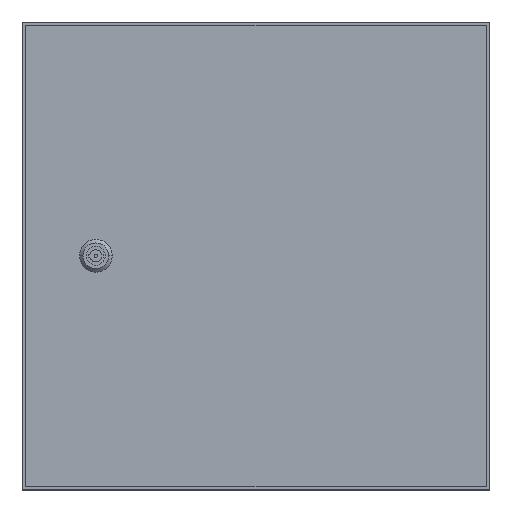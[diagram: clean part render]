
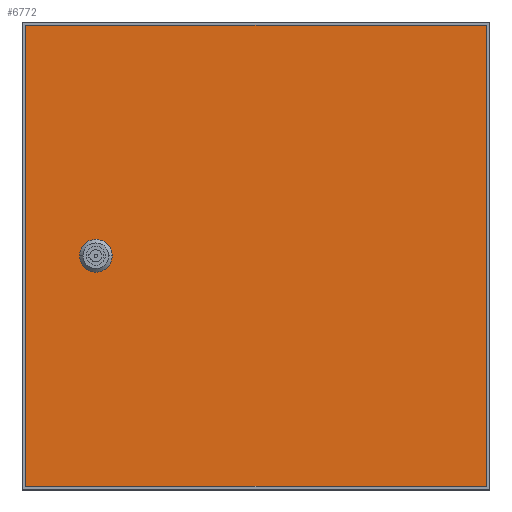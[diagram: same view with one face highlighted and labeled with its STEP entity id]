
A CAD part, top view. The second image highlights one B-rep face of the part: STEP entity #6772.
In plain terms, the highlighted planar face has unit normal (0, 0, 1).
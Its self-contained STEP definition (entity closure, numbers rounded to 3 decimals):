
#825 = VERTEX_POINT ( 'NONE', #4898 ) ;
#1328 = DIRECTION ( 'NONE',  ( 0., 0., -1. ) ) ;
#1338 = PLANE ( 'NONE',  #9076 ) ;
#1896 = VECTOR ( 'NONE', #4218, 1000. ) ;
#2041 = DIRECTION ( 'NONE',  ( 0., 0., 1. ) ) ;
#3165 = DIRECTION ( 'NONE',  ( -1., 0., 0. ) ) ;
#3186 = EDGE_LOOP ( 'NONE', ( #23758, #6153, #18117, #26867 ) ) ;
#3473 = CARTESIAN_POINT ( 'NONE',  ( 63., 200., 17. ) ) ;
#4218 = DIRECTION ( 'NONE',  ( 0., -1., 0. ) ) ;
#4304 = LINE ( 'NONE', #11426, #5530 ) ;
#4898 = CARTESIAN_POINT ( 'NONE',  ( 3., 397., 17. ) ) ;
#5257 = EDGE_CURVE ( 'NONE', #12463, #29322, #5872, .T. ) ;
#5530 = VECTOR ( 'NONE', #30332, 1000. ) ;
#5551 = CARTESIAN_POINT ( 'NONE',  ( 397., 397., 17. ) ) ;
#5740 = EDGE_CURVE ( 'NONE', #825, #28453, #24990, .T. ) ;
#5872 = CIRCLE ( 'NONE', #20706, 14. ) ;
#6153 = ORIENTED_EDGE ( 'NONE', *, *, #11517, .T. ) ;
#6478 = EDGE_CURVE ( 'NONE', #15947, #28974, #20107, .T. ) ;
#6772 = ADVANCED_FACE ( 'NONE', ( #20797, #29378 ), #1338, .T. ) ;
#8444 = CARTESIAN_POINT ( 'NONE',  ( 63., 200., 17. ) ) ;
#9076 = AXIS2_PLACEMENT_3D ( 'NONE', #23269, #2041, #29687 ) ;
#9448 = CARTESIAN_POINT ( 'NONE',  ( 397., 3., 17. ) ) ;
#9773 = CARTESIAN_POINT ( 'NONE',  ( 77., 200., 17. ) ) ;
#11426 = CARTESIAN_POINT ( 'NONE',  ( 3., 397., 17. ) ) ;
#11517 = EDGE_CURVE ( 'NONE', #28453, #15947, #19913, .T. ) ;
#11645 = AXIS2_PLACEMENT_3D ( 'NONE', #8444, #1328, #20520 ) ;
#12463 = VERTEX_POINT ( 'NONE', #9773 ) ;
#12799 = CARTESIAN_POINT ( 'NONE',  ( 3., 3., 17. ) ) ;
#14096 = EDGE_CURVE ( 'NONE', #28974, #825, #4304, .T. ) ;
#15319 = CARTESIAN_POINT ( 'NONE',  ( 397., 397., 17. ) ) ;
#15947 = VERTEX_POINT ( 'NONE', #9448 ) ;
#16509 = EDGE_LOOP ( 'NONE', ( #21311, #16981 ) ) ;
#16981 = ORIENTED_EDGE ( 'NONE', *, *, #5257, .T. ) ;
#17167 = DIRECTION ( 'NONE',  ( 1., 0., 0. ) ) ;
#18117 = ORIENTED_EDGE ( 'NONE', *, *, #6478, .T. ) ;
#18369 = VECTOR ( 'NONE', #17167, 1000. ) ;
#19913 = LINE ( 'NONE', #12799, #18369 ) ;
#20107 = LINE ( 'NONE', #15319, #25381 ) ;
#20520 = DIRECTION ( 'NONE',  ( -1., 0., 0. ) ) ;
#20706 = AXIS2_PLACEMENT_3D ( 'NONE', #3473, #22556, #3165 ) ;
#20790 = CARTESIAN_POINT ( 'NONE',  ( 3., 397., 17. ) ) ;
#20797 = FACE_BOUND ( 'NONE', #16509, .T. ) ;
#21036 = CIRCLE ( 'NONE', #11645, 14. ) ;
#21311 = ORIENTED_EDGE ( 'NONE', *, *, #28308, .T. ) ;
#22556 = DIRECTION ( 'NONE',  ( 0., 0., -1. ) ) ;
#23269 = CARTESIAN_POINT ( 'NONE',  ( 0., 0., 17. ) ) ;
#23758 = ORIENTED_EDGE ( 'NONE', *, *, #5740, .T. ) ;
#24772 = DIRECTION ( 'NONE',  ( 0., 1., 0. ) ) ;
#24990 = LINE ( 'NONE', #20790, #1896 ) ;
#25381 = VECTOR ( 'NONE', #24772, 1000. ) ;
#25790 = CARTESIAN_POINT ( 'NONE',  ( 3., 3., 17. ) ) ;
#26867 = ORIENTED_EDGE ( 'NONE', *, *, #14096, .T. ) ;
#28308 = EDGE_CURVE ( 'NONE', #29322, #12463, #21036, .T. ) ;
#28453 = VERTEX_POINT ( 'NONE', #25790 ) ;
#28974 = VERTEX_POINT ( 'NONE', #5551 ) ;
#29225 = CARTESIAN_POINT ( 'NONE',  ( 49., 200., 17. ) ) ;
#29322 = VERTEX_POINT ( 'NONE', #29225 ) ;
#29378 = FACE_OUTER_BOUND ( 'NONE', #3186, .T. ) ;
#29687 = DIRECTION ( 'NONE',  ( 1., 0., 0. ) ) ;
#30332 = DIRECTION ( 'NONE',  ( -1., 0., 0. ) ) ;
